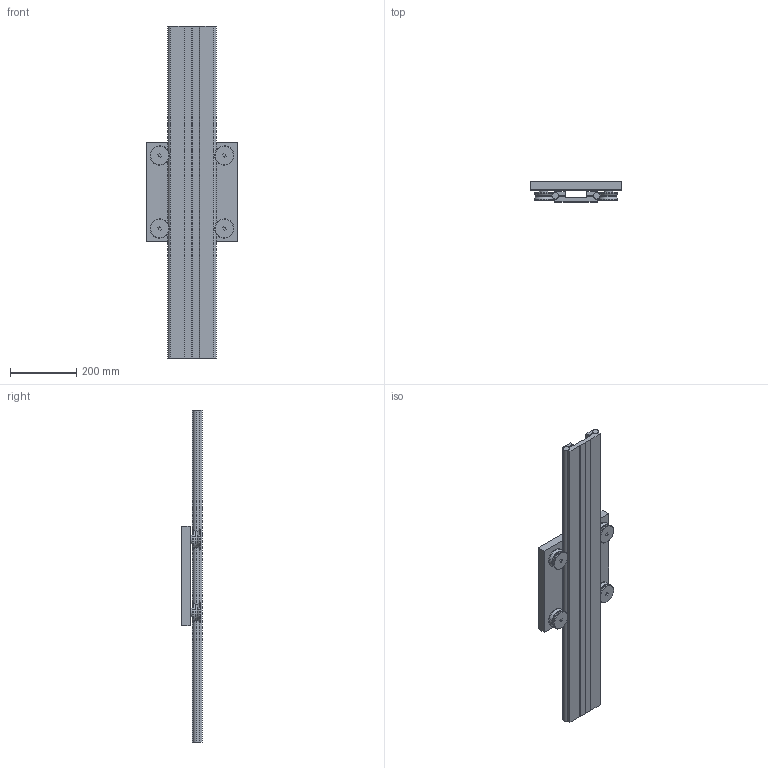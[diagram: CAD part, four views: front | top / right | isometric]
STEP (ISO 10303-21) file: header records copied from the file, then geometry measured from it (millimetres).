
FILE_DESCRIPTION(('STEP AP214'),'1');
FILE_NAME('ag416r__l_1000.stp','2022-11-02T10:03:30',('TraceParts'),('TraceParts S.A.'),'Spatial InterOp 3D',' ',' ');
FILE_SCHEMA(('AUTOMOTIVE_DESIGN { 1 0 10303 214 1 1 1 1 }'));
Length unit declared in the file: millimetre
Products named in the file (1): ag416r__l_1000_1
Bounding box: 275 x 61.5 x 1000 mm (x, y, z)
Volume: 5106296 mm3; surface area: 854326.9 mm2
Topology: 16 solids, 16 shells, 388 faces, 872 edges, 544 vertices
Faces by surface type: plane 216, cylinder 92, cone 64, torus 16
Entity records: 11296 total; most frequent: DIRECTION 1928, CARTESIAN_POINT 1916, ORIENTED_EDGE 1744, EDGE_CURVE 872, AXIS2_PLACEMENT_3D 700, VERTEX_POINT 544, LINE 528, VECTOR 528
